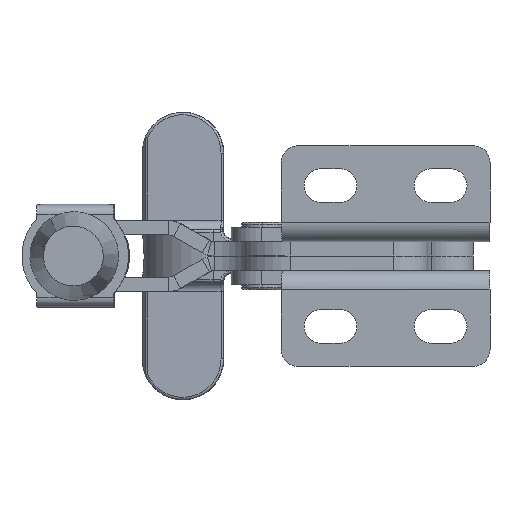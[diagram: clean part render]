
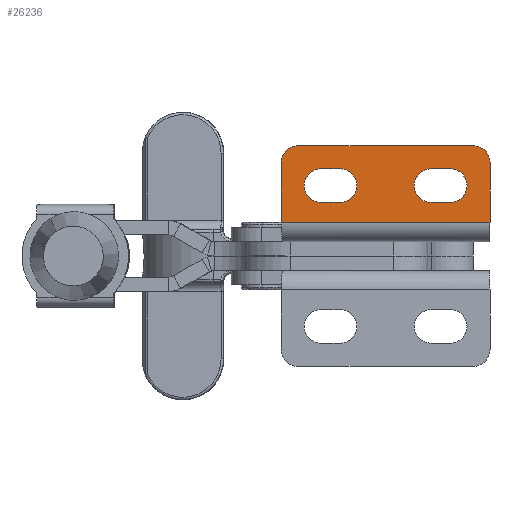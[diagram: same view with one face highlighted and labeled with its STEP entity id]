
A CAD part, front view. The second image highlights one B-rep face of the part: STEP entity #26236.
In plain terms, the highlighted planar face has unit normal (0, -1, 0).
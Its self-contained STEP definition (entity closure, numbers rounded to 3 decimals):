
#11 = DIRECTION ( 'NONE',  ( 1., 0., 0. ) ) ;
#13 = CARTESIAN_POINT ( 'NONE',  ( 31.3, -3., 15.19 ) ) ;
#21 = DIRECTION ( 'NONE',  ( 0., 0., 1. ) ) ;
#22 = DIRECTION ( 'NONE',  ( 0., -1., 0. ) ) ;
#23 = CARTESIAN_POINT ( 'NONE',  ( 3.5, -3., 16.5 ) ) ;
#79 = DIRECTION ( 'NONE',  ( 0., 0., -1. ) ) ;
#86 = DIRECTION ( 'NONE',  ( 0., 0., 1. ) ) ;
#87 = DIRECTION ( 'NONE',  ( 0., -1., 0. ) ) ;
#89 = CARTESIAN_POINT ( 'NONE',  ( 40.1, -3., 16.5 ) ) ;
#90 = CARTESIAN_POINT ( 'NONE',  ( 0., -3., 20. ) ) ;
#91 = CARTESIAN_POINT ( 'NONE',  ( 0., -3., 3. ) ) ;
#106 = DIRECTION ( 'NONE',  ( -1., 0., 0. ) ) ;
#179 = DIRECTION ( 'NONE',  ( 0., 0., 1. ) ) ;
#180 = DIRECTION ( 'NONE',  ( 0., 1., 0. ) ) ;
#181 = CARTESIAN_POINT ( 'NONE',  ( 31.3, -3., 11.69 ) ) ;
#255 = DIRECTION ( 'NONE',  ( 0., 0., 1. ) ) ;
#256 = DIRECTION ( 'NONE',  ( 0., 1., 0. ) ) ;
#257 = CARTESIAN_POINT ( 'NONE',  ( 8.3, -3., 11.69 ) ) ;
#1790 = VERTEX_POINT ( 'NONE', #14738 ) ;
#3076 = VERTEX_POINT ( 'NONE', #14329 ) ;
#3079 = VERTEX_POINT ( 'NONE', #14316 ) ;
#5480 = AXIS2_PLACEMENT_3D ( 'NONE', #7982, #7979, #7986 ) ;
#6945 = VERTEX_POINT ( 'NONE', #14271 ) ;
#7979 = DIRECTION ( 'NONE',  ( 0., 1., 0. ) ) ;
#7982 = CARTESIAN_POINT ( 'NONE',  ( 0., -3., 0. ) ) ;
#7984 = PLANE ( 'NONE',  #5480 ) ;
#7986 = DIRECTION ( 'NONE',  ( 0., 0., 1. ) ) ;
#8102 = FACE_BOUND ( 'NONE', #22321, .T. ) ;
#8104 = FACE_OUTER_BOUND ( 'NONE', #11810, .T. ) ;
#8109 = FACE_BOUND ( 'NONE', #11889, .T. ) ;
#11452 = CIRCLE ( 'NONE', #21922, 3.5 ) ;
#11474 = CIRCLE ( 'NONE', #21923, 3.5 ) ;
#11810 = EDGE_LOOP ( 'NONE', ( #12191, #12171, #12165, #12145, #12112, #12133 ) ) ;
#11889 = EDGE_LOOP ( 'NONE', ( #12196, #12092, #12097, #12096 ) ) ;
#12092 = ORIENTED_EDGE ( 'NONE', *, *, #20150, .T. ) ;
#12096 = ORIENTED_EDGE ( 'NONE', *, *, #20222, .T. ) ;
#12097 = ORIENTED_EDGE ( 'NONE', *, *, #20225, .T. ) ;
#12112 = ORIENTED_EDGE ( 'NONE', *, *, #20186, .T. ) ;
#12133 = ORIENTED_EDGE ( 'NONE', *, *, #20220, .F. ) ;
#12145 = ORIENTED_EDGE ( 'NONE', *, *, #20203, .T. ) ;
#12165 = ORIENTED_EDGE ( 'NONE', *, *, #20183, .T. ) ;
#12171 = ORIENTED_EDGE ( 'NONE', *, *, #20182, .T. ) ;
#12184 = ORIENTED_EDGE ( 'NONE', *, *, #20217, .T. ) ;
#12191 = ORIENTED_EDGE ( 'NONE', *, *, #20255, .T. ) ;
#12195 = ORIENTED_EDGE ( 'NONE', *, *, #20164, .T. ) ;
#12196 = ORIENTED_EDGE ( 'NONE', *, *, #20326, .T. ) ;
#12203 = ORIENTED_EDGE ( 'NONE', *, *, #20207, .T. ) ;
#12209 = ORIENTED_EDGE ( 'NONE', *, *, #20259, .T. ) ;
#14271 = CARTESIAN_POINT ( 'NONE',  ( 12.3, -3., 15.19 ) ) ;
#14316 = CARTESIAN_POINT ( 'NONE',  ( 3.5, -3., 20. ) ) ;
#14329 = CARTESIAN_POINT ( 'NONE',  ( 35.3, -3., 15.19 ) ) ;
#14738 = CARTESIAN_POINT ( 'NONE',  ( 8.3, -3., 15.19 ) ) ;
#15223 = CARTESIAN_POINT ( 'NONE',  ( 43.6, -3., 16.5 ) ) ;
#15286 = CARTESIAN_POINT ( 'NONE',  ( 0., -3., 4. ) ) ;
#15336 = CARTESIAN_POINT ( 'NONE',  ( 12.3, -3., 8.19 ) ) ;
#15380 = CARTESIAN_POINT ( 'NONE',  ( 8.3, -3., 8.19 ) ) ;
#15458 = CARTESIAN_POINT ( 'NONE',  ( 43.6, -3., 4. ) ) ;
#16067 = VERTEX_POINT ( 'NONE', #17811 ) ;
#16080 = VERTEX_POINT ( 'NONE', #17940 ) ;
#16085 = VERTEX_POINT ( 'NONE', #17893 ) ;
#16111 = VERTEX_POINT ( 'NONE', #17906 ) ;
#16127 = VERTEX_POINT ( 'NONE', #15223 ) ;
#16167 = VERTEX_POINT ( 'NONE', #15336 ) ;
#16284 = VERTEX_POINT ( 'NONE', #15286 ) ;
#16347 = VERTEX_POINT ( 'NONE', #15380 ) ;
#16374 = VERTEX_POINT ( 'NONE', #15458 ) ;
#17733 = VERTEX_POINT ( 'NONE', #22910 ) ;
#17811 = CARTESIAN_POINT ( 'NONE',  ( 0., -3., 16.5 ) ) ;
#17893 = CARTESIAN_POINT ( 'NONE',  ( 31.3, -3., 8.19 ) ) ;
#17906 = CARTESIAN_POINT ( 'NONE',  ( 31.3, -3., 15.19 ) ) ;
#17940 = CARTESIAN_POINT ( 'NONE',  ( 35.3, -3., 8.19 ) ) ;
#20150 = EDGE_CURVE ( 'NONE', #16347, #1790, #11452, .T. ) ;
#20164 = EDGE_CURVE ( 'NONE', #16085, #16111, #11474, .T. ) ;
#20182 = EDGE_CURVE ( 'NONE', #16127, #17733, #26959, .T. ) ;
#20183 = EDGE_CURVE ( 'NONE', #17733, #3079, #26961, .T. ) ;
#20186 = EDGE_CURVE ( 'NONE', #16067, #16284, #26962, .T. ) ;
#20203 = EDGE_CURVE ( 'NONE', #3079, #16067, #26997, .T. ) ;
#20207 = EDGE_CURVE ( 'NONE', #16111, #3076, #27004, .T. ) ;
#20217 = EDGE_CURVE ( 'NONE', #3076, #16080, #27016, .T. ) ;
#20220 = EDGE_CURVE ( 'NONE', #16374, #16284, #27021, .T. ) ;
#20222 = EDGE_CURVE ( 'NONE', #6945, #16167, #27023, .T. ) ;
#20225 = EDGE_CURVE ( 'NONE', #1790, #6945, #27027, .T. ) ;
#20255 = EDGE_CURVE ( 'NONE', #16374, #16127, #27069, .T. ) ;
#20259 = EDGE_CURVE ( 'NONE', #16080, #16085, #27075, .T. ) ;
#20326 = EDGE_CURVE ( 'NONE', #16167, #16347, #27187, .T. ) ;
#21922 = AXIS2_PLACEMENT_3D ( 'NONE', #257, #256, #255 ) ;
#21923 = AXIS2_PLACEMENT_3D ( 'NONE', #181, #180, #179 ) ;
#21926 = AXIS2_PLACEMENT_3D ( 'NONE', #89, #87, #86 ) ;
#21929 = AXIS2_PLACEMENT_3D ( 'NONE', #23, #22, #21 ) ;
#21930 = AXIS2_PLACEMENT_3D ( 'NONE', #28186, #28187, #28188 ) ;
#21932 = AXIS2_PLACEMENT_3D ( 'NONE', #28199, #28200, #28201 ) ;
#22321 = EDGE_LOOP ( 'NONE', ( #12209, #12195, #12203, #12184 ) ) ;
#22910 = CARTESIAN_POINT ( 'NONE',  ( 40.1, -3., 20. ) ) ;
#26236 = ADVANCED_FACE ( 'NONE', ( #8102, #8109, #8104 ), #7984, .F. ) ;
#26959 = CIRCLE ( 'NONE', #21926, 3.5 ) ;
#26961 = LINE ( 'NONE', #90, #26964 ) ;
#26962 = LINE ( 'NONE', #91, #26970 ) ;
#26964 = VECTOR ( 'NONE', #106, 1000. ) ;
#26970 = VECTOR ( 'NONE', #79, 1000. ) ;
#26997 = CIRCLE ( 'NONE', #21929, 3.5 ) ;
#27004 = LINE ( 'NONE', #13, #27007 ) ;
#27007 = VECTOR ( 'NONE', #11, 1000. ) ;
#27016 = CIRCLE ( 'NONE', #21930, 3.5 ) ;
#27021 = LINE ( 'NONE', #28190, #27024 ) ;
#27023 = CIRCLE ( 'NONE', #21932, 3.5 ) ;
#27024 = VECTOR ( 'NONE', #28191, 1000. ) ;
#27027 = LINE ( 'NONE', #28221, #27028 ) ;
#27028 = VECTOR ( 'NONE', #28229, 1000. ) ;
#27069 = LINE ( 'NONE', #28378, #27074 ) ;
#27074 = VECTOR ( 'NONE', #28379, 1000. ) ;
#27075 = LINE ( 'NONE', #28384, #27080 ) ;
#27080 = VECTOR ( 'NONE', #28397, 1000. ) ;
#27187 = LINE ( 'NONE', #28669, #27192 ) ;
#27192 = VECTOR ( 'NONE', #28670, 1000. ) ;
#28186 = CARTESIAN_POINT ( 'NONE',  ( 35.3, -3., 11.69 ) ) ;
#28187 = DIRECTION ( 'NONE',  ( 0., 1., 0. ) ) ;
#28188 = DIRECTION ( 'NONE',  ( 0., 0., 1. ) ) ;
#28190 = CARTESIAN_POINT ( 'NONE',  ( 0., -3., 4. ) ) ;
#28191 = DIRECTION ( 'NONE',  ( -1., 0., 0. ) ) ;
#28199 = CARTESIAN_POINT ( 'NONE',  ( 12.3, -3., 11.69 ) ) ;
#28200 = DIRECTION ( 'NONE',  ( 0., 1., 0. ) ) ;
#28201 = DIRECTION ( 'NONE',  ( 0., 0., 1. ) ) ;
#28221 = CARTESIAN_POINT ( 'NONE',  ( 8.3, -3., 15.19 ) ) ;
#28229 = DIRECTION ( 'NONE',  ( 1., 0., 0. ) ) ;
#28378 = CARTESIAN_POINT ( 'NONE',  ( 43.6, -3., 20. ) ) ;
#28379 = DIRECTION ( 'NONE',  ( 0., 0., 1. ) ) ;
#28384 = CARTESIAN_POINT ( 'NONE',  ( 31.3, -3., 8.19 ) ) ;
#28397 = DIRECTION ( 'NONE',  ( -1., 0., 0. ) ) ;
#28669 = CARTESIAN_POINT ( 'NONE',  ( 8.3, -3., 8.19 ) ) ;
#28670 = DIRECTION ( 'NONE',  ( -1., 0., 0. ) ) ;
